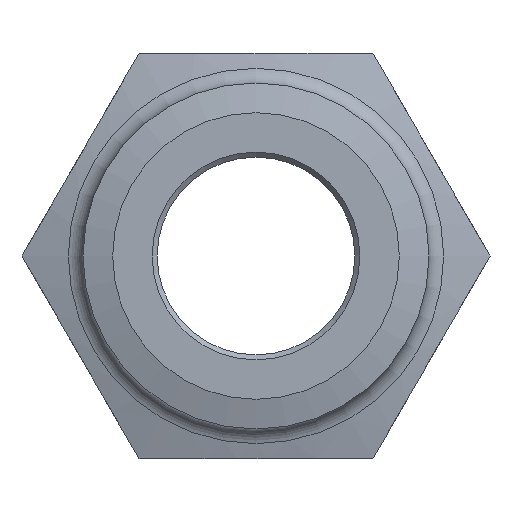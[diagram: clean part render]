
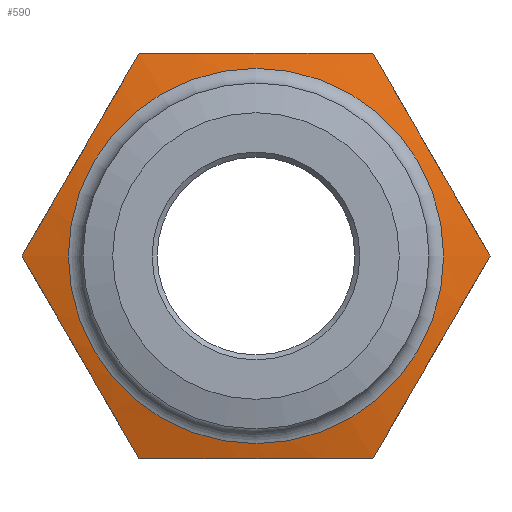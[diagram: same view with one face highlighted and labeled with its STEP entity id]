
A CAD part, front view. The second image highlights one B-rep face of the part: STEP entity #590.
In plain terms, the highlighted conical face has half-angle 75 degrees and reference radius 20.586 mm.
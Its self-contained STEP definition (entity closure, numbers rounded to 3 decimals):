
#14=(
BOUNDED_CURVE()
B_SPLINE_CURVE(2,(#1007,#1008,#1009),.UNSPECIFIED.,.F.,.F.)
B_SPLINE_CURVE_WITH_KNOTS((3,3),(0.,2.373),.UNSPECIFIED.)
CURVE()
GEOMETRIC_REPRESENTATION_ITEM()
RATIONAL_B_SPLINE_CURVE((1.,1.155,1.))
REPRESENTATION_ITEM('')
);
#15=(
BOUNDED_CURVE()
B_SPLINE_CURVE(2,(#1012,#1013,#1014),.UNSPECIFIED.,.F.,.F.)
B_SPLINE_CURVE_WITH_KNOTS((3,3),(0.,2.373),.UNSPECIFIED.)
CURVE()
GEOMETRIC_REPRESENTATION_ITEM()
RATIONAL_B_SPLINE_CURVE((1.,1.155,1.))
REPRESENTATION_ITEM('')
);
#16=(
BOUNDED_CURVE()
B_SPLINE_CURVE(2,(#1016,#1017,#1018),.UNSPECIFIED.,.F.,.F.)
B_SPLINE_CURVE_WITH_KNOTS((3,3),(0.,2.373),.UNSPECIFIED.)
CURVE()
GEOMETRIC_REPRESENTATION_ITEM()
RATIONAL_B_SPLINE_CURVE((1.,1.155,1.))
REPRESENTATION_ITEM('')
);
#17=(
BOUNDED_CURVE()
B_SPLINE_CURVE(2,(#1020,#1021,#1022),.UNSPECIFIED.,.F.,.F.)
B_SPLINE_CURVE_WITH_KNOTS((3,3),(0.,2.373),.UNSPECIFIED.)
CURVE()
GEOMETRIC_REPRESENTATION_ITEM()
RATIONAL_B_SPLINE_CURVE((1.,1.155,1.))
REPRESENTATION_ITEM('')
);
#18=(
BOUNDED_CURVE()
B_SPLINE_CURVE(2,(#1024,#1025,#1026),.UNSPECIFIED.,.F.,.F.)
B_SPLINE_CURVE_WITH_KNOTS((3,3),(0.,2.373),.UNSPECIFIED.)
CURVE()
GEOMETRIC_REPRESENTATION_ITEM()
RATIONAL_B_SPLINE_CURVE((1.,1.155,1.))
REPRESENTATION_ITEM('')
);
#19=(
BOUNDED_CURVE()
B_SPLINE_CURVE(2,(#1027,#1028,#1029),.UNSPECIFIED.,.F.,.F.)
B_SPLINE_CURVE_WITH_KNOTS((3,3),(0.,2.373),.UNSPECIFIED.)
CURVE()
GEOMETRIC_REPRESENTATION_ITEM()
RATIONAL_B_SPLINE_CURVE((1.,1.155,1.))
REPRESENTATION_ITEM('')
);
#70=FACE_OUTER_BOUND('',#104,.T.);
#104=EDGE_LOOP('',(#450,#451,#452,#453,#454,#455,#456,#457,#458,#459));
#132=LINE('',#1010,#151);
#151=VECTOR('',#841,20.586);
#199=CIRCLE('',#682,18.982);
#201=CIRCLE('',#684,18.982);
#247=VERTEX_POINT('',#999);
#248=VERTEX_POINT('',#1000);
#249=VERTEX_POINT('',#1005);
#250=VERTEX_POINT('',#1006);
#251=VERTEX_POINT('',#1011);
#252=VERTEX_POINT('',#1015);
#253=VERTEX_POINT('',#1019);
#254=VERTEX_POINT('',#1023);
#318=EDGE_CURVE('',#247,#248,#199,.T.);
#320=EDGE_CURVE('',#248,#247,#201,.T.);
#321=EDGE_CURVE('',#249,#250,#14,.T.);
#322=EDGE_CURVE('',#249,#247,#132,.T.);
#323=EDGE_CURVE('',#251,#249,#15,.T.);
#324=EDGE_CURVE('',#252,#251,#16,.T.);
#325=EDGE_CURVE('',#253,#252,#17,.T.);
#326=EDGE_CURVE('',#254,#253,#18,.T.);
#327=EDGE_CURVE('',#250,#254,#19,.T.);
#450=ORIENTED_EDGE('',*,*,#321,.F.);
#451=ORIENTED_EDGE('',*,*,#322,.T.);
#452=ORIENTED_EDGE('',*,*,#320,.F.);
#453=ORIENTED_EDGE('',*,*,#318,.F.);
#454=ORIENTED_EDGE('',*,*,#322,.F.);
#455=ORIENTED_EDGE('',*,*,#323,.F.);
#456=ORIENTED_EDGE('',*,*,#324,.F.);
#457=ORIENTED_EDGE('',*,*,#325,.F.);
#458=ORIENTED_EDGE('',*,*,#326,.F.);
#459=ORIENTED_EDGE('',*,*,#327,.F.);
#533=CONICAL_SURFACE('',#685,20.586,1.309);
#590=ADVANCED_FACE('',(#70),#533,.T.);
#682=AXIS2_PLACEMENT_3D('',#1001,#833,#834);
#684=AXIS2_PLACEMENT_3D('',#1003,#837,#838);
#685=AXIS2_PLACEMENT_3D('',#1004,#839,#840);
#833=DIRECTION('center_axis',(0.,-1.,0.));
#834=DIRECTION('ref_axis',(-1.,0.,0.));
#837=DIRECTION('center_axis',(0.,-1.,0.));
#838=DIRECTION('ref_axis',(-1.,0.,0.));
#839=DIRECTION('center_axis',(0.,1.,0.));
#840=DIRECTION('ref_axis',(-1.,0.,0.));
#841=DIRECTION('',(-0.966,-0.259,0.));
#999=CARTESIAN_POINT('',(18.982,46.397,0.));
#1000=CARTESIAN_POINT('',(0.,46.397,18.982));
#1001=CARTESIAN_POINT('Origin',(0.,46.397,0.));
#1003=CARTESIAN_POINT('Origin',(0.,46.397,0.));
#1004=CARTESIAN_POINT('Origin',(0.,46.827,0.));
#1005=CARTESIAN_POINT('',(23.671,47.654,0.));
#1006=CARTESIAN_POINT('',(11.836,47.654,-20.5));
#1007=CARTESIAN_POINT('Ctrl Pts',(23.671,47.654,0.));
#1008=CARTESIAN_POINT('Ctrl Pts',(17.754,46.068,-10.25));
#1009=CARTESIAN_POINT('Ctrl Pts',(11.836,47.654,-20.5));
#1010=CARTESIAN_POINT('',(20.586,46.827,0.));
#1011=CARTESIAN_POINT('',(11.836,47.654,20.5));
#1012=CARTESIAN_POINT('Ctrl Pts',(11.836,47.654,20.5));
#1013=CARTESIAN_POINT('Ctrl Pts',(17.754,46.068,10.25));
#1014=CARTESIAN_POINT('Ctrl Pts',(23.671,47.654,0.));
#1015=CARTESIAN_POINT('',(-11.836,47.654,20.5));
#1016=CARTESIAN_POINT('Ctrl Pts',(-11.836,47.654,20.5));
#1017=CARTESIAN_POINT('Ctrl Pts',(0.,46.068,
20.5));
#1018=CARTESIAN_POINT('Ctrl Pts',(11.836,47.654,20.5));
#1019=CARTESIAN_POINT('',(-23.671,47.654,0.));
#1020=CARTESIAN_POINT('Ctrl Pts',(-23.671,47.654,0.));
#1021=CARTESIAN_POINT('Ctrl Pts',(-17.754,46.068,10.25));
#1022=CARTESIAN_POINT('Ctrl Pts',(-11.836,47.654,20.5));
#1023=CARTESIAN_POINT('',(-11.836,47.654,-20.5));
#1024=CARTESIAN_POINT('Ctrl Pts',(-11.836,47.654,-20.5));
#1025=CARTESIAN_POINT('Ctrl Pts',(-17.754,46.068,-10.25));
#1026=CARTESIAN_POINT('Ctrl Pts',(-23.671,47.654,0.));
#1027=CARTESIAN_POINT('Ctrl Pts',(11.836,47.654,-20.5));
#1028=CARTESIAN_POINT('Ctrl Pts',(0.,46.068,
-20.5));
#1029=CARTESIAN_POINT('Ctrl Pts',(-11.836,47.654,-20.5));
